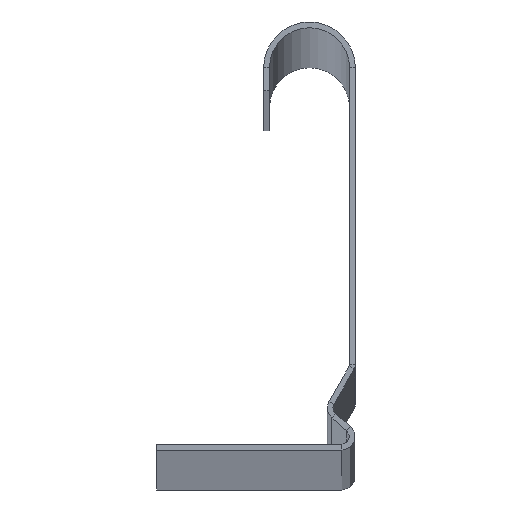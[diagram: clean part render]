
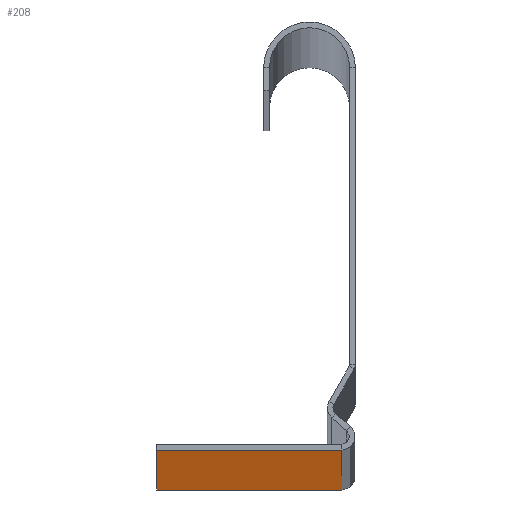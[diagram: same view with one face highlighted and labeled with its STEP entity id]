
A CAD part, top view. The second image highlights one B-rep face of the part: STEP entity #208.
In plain terms, the highlighted planar face has unit normal (0, -1, 0).
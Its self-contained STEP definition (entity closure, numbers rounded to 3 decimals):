
#4 = LINE ( 'NONE', #72, #36 ) ;
#29 = DIRECTION ( 'NONE',  ( 0., 0., -1. ) ) ;
#36 = VECTOR ( 'NONE', #909, 1000. ) ;
#61 = CARTESIAN_POINT ( 'NONE',  ( 0., 0., 0. ) ) ;
#63 = ORIENTED_EDGE ( 'NONE', *, *, #847, .T. ) ;
#72 = CARTESIAN_POINT ( 'NONE',  ( 0., 0., 2995. ) ) ;
#84 = VERTEX_POINT ( 'NONE', #352 ) ;
#100 = AXIS2_PLACEMENT_3D ( 'NONE', #526, #150, #453 ) ;
#131 = EDGE_LOOP ( 'NONE', ( #757, #171, #874, #63 ) ) ;
#150 = DIRECTION ( 'NONE',  ( 0., 1., 0. ) ) ;
#163 = DIRECTION ( 'NONE',  ( 1., 0., 0. ) ) ;
#171 = ORIENTED_EDGE ( 'NONE', *, *, #578, .F. ) ;
#208 = ADVANCED_FACE ( 'NONE', ( #984 ), #902, .F. ) ;
#244 = LINE ( 'NONE', #850, #620 ) ;
#272 = EDGE_CURVE ( 'NONE', #719, #84, #322, .T. ) ;
#316 = CARTESIAN_POINT ( 'NONE',  ( 24.25, 0., 2995. ) ) ;
#322 = LINE ( 'NONE', #928, #604 ) ;
#352 = CARTESIAN_POINT ( 'NONE',  ( 24.25, 0., 0. ) ) ;
#404 = CARTESIAN_POINT ( 'NONE',  ( 0., 0., 2995. ) ) ;
#453 = DIRECTION ( 'NONE',  ( 0., 0., 1. ) ) ;
#524 = VERTEX_POINT ( 'NONE', #316 ) ;
#526 = CARTESIAN_POINT ( 'NONE',  ( 0., 0., 2995. ) ) ;
#561 = EDGE_CURVE ( 'NONE', #848, #524, #783, .T. ) ;
#578 = EDGE_CURVE ( 'NONE', #524, #84, #244, .T. ) ;
#604 = VECTOR ( 'NONE', #163, 1000. ) ;
#613 = CARTESIAN_POINT ( 'NONE',  ( 0., 0., 2995. ) ) ;
#620 = VECTOR ( 'NONE', #29, 1000. ) ;
#639 = DIRECTION ( 'NONE',  ( 1., 0., 0. ) ) ;
#696 = VECTOR ( 'NONE', #639, 1000. ) ;
#719 = VERTEX_POINT ( 'NONE', #61 ) ;
#757 = ORIENTED_EDGE ( 'NONE', *, *, #272, .T. ) ;
#783 = LINE ( 'NONE', #404, #696 ) ;
#847 = EDGE_CURVE ( 'NONE', #848, #719, #4, .T. ) ;
#848 = VERTEX_POINT ( 'NONE', #613 ) ;
#850 = CARTESIAN_POINT ( 'NONE',  ( 24.25, 0., 2995. ) ) ;
#874 = ORIENTED_EDGE ( 'NONE', *, *, #561, .F. ) ;
#902 = PLANE ( 'NONE',  #100 ) ;
#909 = DIRECTION ( 'NONE',  ( 0., 0., -1. ) ) ;
#928 = CARTESIAN_POINT ( 'NONE',  ( 0., 0., 0. ) ) ;
#984 = FACE_OUTER_BOUND ( 'NONE', #131, .T. ) ;
